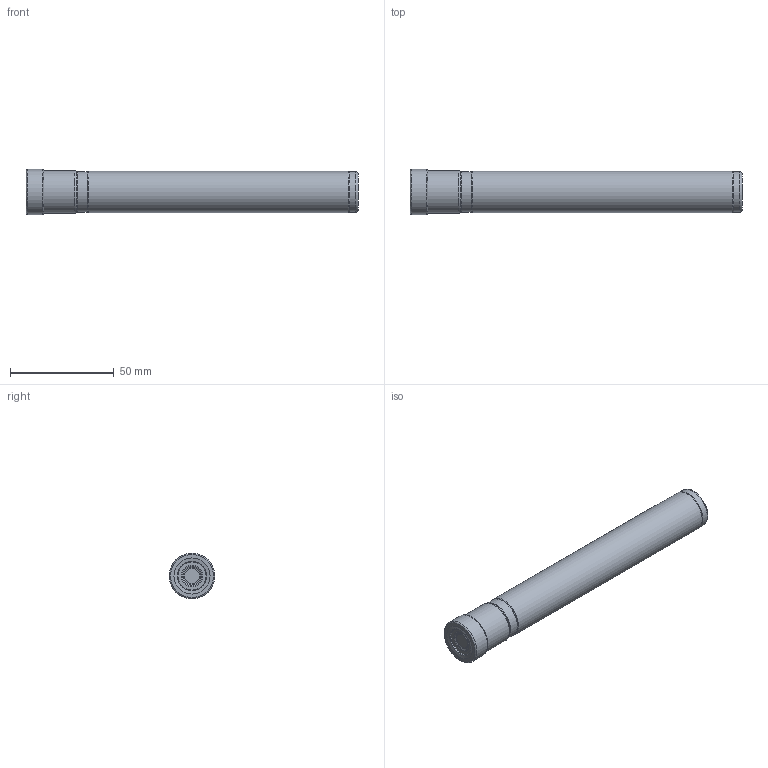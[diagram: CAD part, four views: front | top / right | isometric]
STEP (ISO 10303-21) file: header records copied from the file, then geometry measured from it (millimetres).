
FILE_DESCRIPTION(/* description */ (''),/* implementation_level */ '2;1');
FILE_NAME(/* name */ 'AEM90-LO09-D22-C20-L160-Z03-H.stp',/* time_stamp */ '2023-10-25T18:33:17+03:00',/* author */ (''),/* organization */ (''),/* preprocessor_version */ 'ST-DEVELOPER v19.4',/* originating_system */ 'SIEMENS PLM Software NX2306.3001',/* authorisation */ '');
FILE_SCHEMA (('AUTOMOTIVE_DESIGN { 1 0 10303 214 3 1 1 1 }'));
Length unit declared in the file: millimetre
Products named in the file (1): AEM90-LO09-D22-C20-L160-Z03-H
Bounding box: 160 x 22 x 22 mm (x, y, z)
Volume: 51802.3 mm3; surface area: 11926.7 mm2
Topology: 2 solids, 2 shells, 28 faces, 52 edges, 27 vertices
Faces by surface type: revolution 10, torus 7, cylinder 4, cone 4, plane 3
Full cylindrical faces by diameter (mm): 19.5 x1, 19.6 x1, 20 x1, 20.5 x1
Entity records: 855 total; most frequent: CARTESIAN_POINT 224, DIRECTION 102, EDGE_LOOP 54, ORIENTED_EDGE 54, FACE_BOUND 52, AXIS2_PLACEMENT_3D 46, ADVANCED_FACE 28, VERTEX_POINT 27
